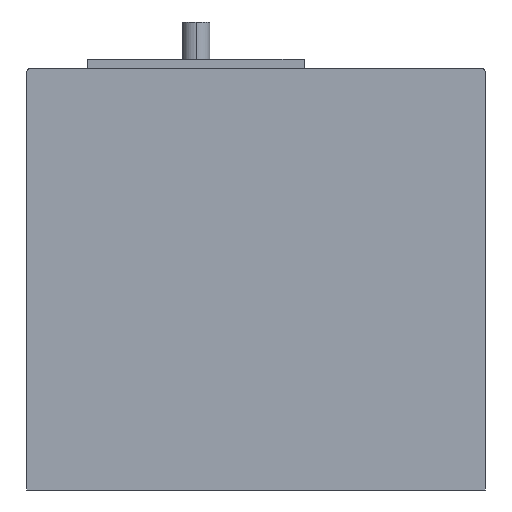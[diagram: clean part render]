
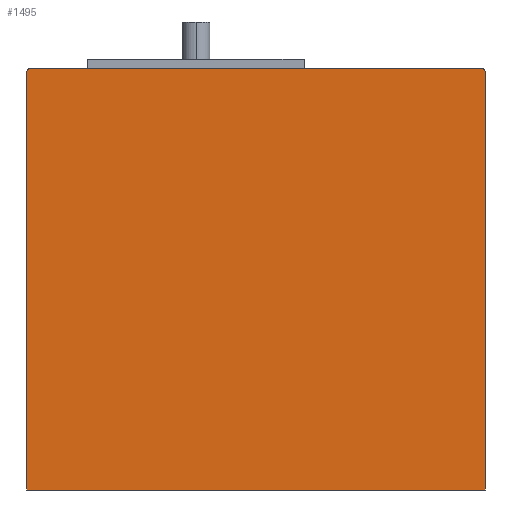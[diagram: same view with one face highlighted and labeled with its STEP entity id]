
A CAD part, left-side view. The second image highlights one B-rep face of the part: STEP entity #1495.
In plain terms, the highlighted planar face has unit normal (-1, 0, 0).
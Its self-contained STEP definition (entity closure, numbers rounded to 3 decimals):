
#217 = ORIENTED_EDGE ( 'NONE', *, *, #10729, .T. ) ;
#371 = CIRCLE ( 'NONE', #5021, 5. ) ;
#1176 = CARTESIAN_POINT ( 'NONE',  ( -381., 326., 600. ) ) ;
#1495 = ADVANCED_FACE ( 'NONE', ( #14575 ), #5327, .F. ) ;
#1827 = DIRECTION ( 'NONE',  ( -1., 0., 0. ) ) ;
#1908 = DIRECTION ( 'NONE',  ( 0., 0., -1. ) ) ;
#2061 = EDGE_CURVE ( 'NONE', #2144, #13627, #12401, .T. ) ;
#2144 = VERTEX_POINT ( 'NONE', #8460 ) ;
#2472 = ORIENTED_EDGE ( 'NONE', *, *, #2061, .T. ) ;
#2663 = CARTESIAN_POINT ( 'NONE',  ( -381., 326., 0. ) ) ;
#3251 = LINE ( 'NONE', #7928, #11893 ) ;
#3505 = EDGE_CURVE ( 'NONE', #10919, #13627, #11624, .T. ) ;
#3621 = EDGE_LOOP ( 'NONE', ( #217, #5085, #11012, #2472, #11608, #11048 ) ) ;
#3630 = AXIS2_PLACEMENT_3D ( 'NONE', #6484, #3953, #11091 ) ;
#3953 = DIRECTION ( 'NONE',  ( 1., 0., 0. ) ) ;
#4078 = VERTEX_POINT ( 'NONE', #4209 ) ;
#4209 = CARTESIAN_POINT ( 'NONE',  ( -381., -326., 595. ) ) ;
#4317 = VECTOR ( 'NONE', #12189, 1000. ) ;
#4668 = CARTESIAN_POINT ( 'NONE',  ( -381., 326., 595. ) ) ;
#4727 = DIRECTION ( 'NONE',  ( 0., 0., 1. ) ) ;
#5021 = AXIS2_PLACEMENT_3D ( 'NONE', #7729, #1827, #1908 ) ;
#5085 = ORIENTED_EDGE ( 'NONE', *, *, #12366, .T. ) ;
#5327 = PLANE ( 'NONE',  #3630 ) ;
#5893 = DIRECTION ( 'NONE',  ( -1., 0., 0. ) ) ;
#6484 = CARTESIAN_POINT ( 'NONE',  ( -381., 326., 600. ) ) ;
#6878 = VERTEX_POINT ( 'NONE', #8751 ) ;
#7492 = LINE ( 'NONE', #14598, #4317 ) ;
#7729 = CARTESIAN_POINT ( 'NONE',  ( -381., -321., 595. ) ) ;
#7843 = EDGE_CURVE ( 'NONE', #10919, #11461, #3251, .T. ) ;
#7928 = CARTESIAN_POINT ( 'NONE',  ( -381., 326., 0. ) ) ;
#8097 = LINE ( 'NONE', #12709, #11739 ) ;
#8460 = CARTESIAN_POINT ( 'NONE',  ( -381., 321., 600. ) ) ;
#8751 = CARTESIAN_POINT ( 'NONE',  ( -381., -321., 600. ) ) ;
#8986 = DIRECTION ( 'NONE',  ( 0., -1., 0. ) ) ;
#9655 = CARTESIAN_POINT ( 'NONE',  ( -381., 321., 595. ) ) ;
#10290 = DIRECTION ( 'NONE',  ( 0., 0., 1. ) ) ;
#10729 = EDGE_CURVE ( 'NONE', #11461, #4078, #8097, .T. ) ;
#10919 = VERTEX_POINT ( 'NONE', #2663 ) ;
#11012 = ORIENTED_EDGE ( 'NONE', *, *, #14372, .F. ) ;
#11048 = ORIENTED_EDGE ( 'NONE', *, *, #7843, .T. ) ;
#11091 = DIRECTION ( 'NONE',  ( 0., 0., -1. ) ) ;
#11461 = VERTEX_POINT ( 'NONE', #12042 ) ;
#11608 = ORIENTED_EDGE ( 'NONE', *, *, #3505, .F. ) ;
#11624 = LINE ( 'NONE', #1176, #14152 ) ;
#11739 = VECTOR ( 'NONE', #10290, 1000. ) ;
#11893 = VECTOR ( 'NONE', #8986, 1000. ) ;
#12042 = CARTESIAN_POINT ( 'NONE',  ( -381., -326., 0. ) ) ;
#12189 = DIRECTION ( 'NONE',  ( 0., -1., 0. ) ) ;
#12366 = EDGE_CURVE ( 'NONE', #4078, #6878, #371, .T. ) ;
#12401 = CIRCLE ( 'NONE', #14567, 5. ) ;
#12709 = CARTESIAN_POINT ( 'NONE',  ( -381., -326., 600. ) ) ;
#12848 = DIRECTION ( 'NONE',  ( 0., 0., -1. ) ) ;
#13627 = VERTEX_POINT ( 'NONE', #4668 ) ;
#14152 = VECTOR ( 'NONE', #4727, 1000. ) ;
#14372 = EDGE_CURVE ( 'NONE', #2144, #6878, #7492, .T. ) ;
#14567 = AXIS2_PLACEMENT_3D ( 'NONE', #9655, #5893, #12848 ) ;
#14575 = FACE_OUTER_BOUND ( 'NONE', #3621, .T. ) ;
#14598 = CARTESIAN_POINT ( 'NONE',  ( -381., 326., 600. ) ) ;
